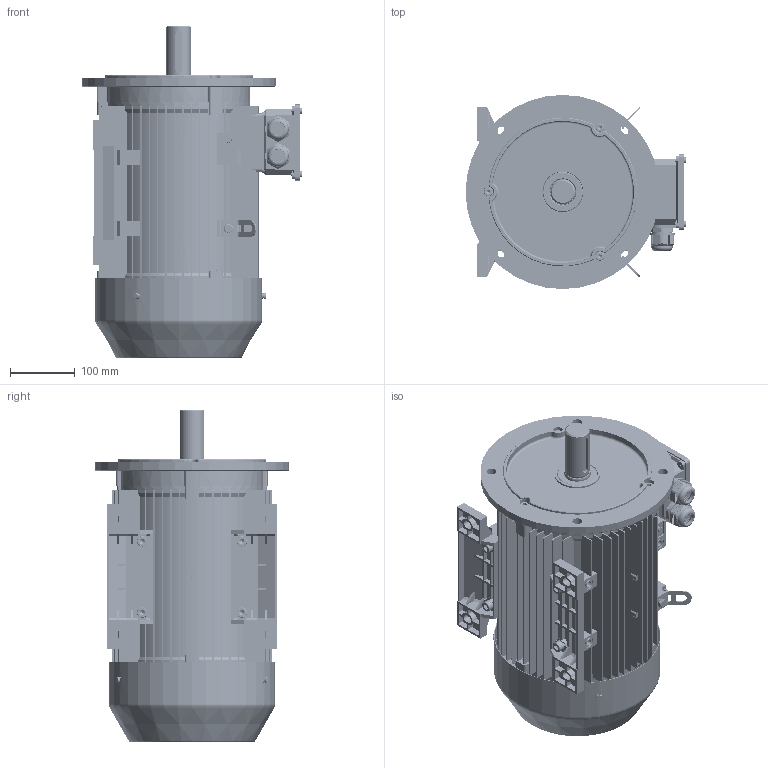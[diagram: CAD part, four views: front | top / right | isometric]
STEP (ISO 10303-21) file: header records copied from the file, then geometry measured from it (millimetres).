
FILE_DESCRIPTION(/* description */ (''),/* implementation_level */ '2;1');
FILE_NAME(/* name */ 'JL-132M-B35.stp',/* time_stamp */ '2018-12-30T15:01:18+08:00',/* author */ (''),/* organization */ (''),/* preprocessor_version */ 'ST-DEVELOPER v16.7',/* originating_system */ 'SIEMENS PLM Software NX 12.0',/* authorisation */ '');
FILE_SCHEMA (('AP203_CONFIGURATION_CONTROLLED_3D_DESIGN_OF_MECHANICAL_PARTS_AND_ASSEMBLIES_MIM_LF { 1 0 10303 403 2 1 2}'));
Products named in the file (1): JL-132M-B35
Bounding box: 341 x 300 x 513 mm (x, y, z)
Volume: 4042314.4 mm3; surface area: 1981889.9 mm2
Topology: 57 solids, 57 shells, 5476 faces, 15553 edges, 10343 vertices
Faces by surface type: plane 3268, cylinder 1785, cone 205, torus 192, bspline 26
Full cylindrical faces by diameter (mm): 2 x4, 4.48 x8, 4.8 x10, 5 x35, 5.3 x4, 5.8 x14, 6 x1, 7.188 x3, 8 x15, 8.58 x2, 9.1 x3, 10 x26, 10.715 x4, 11 x6, 12 x12, 13 x7, 14.785 x2, 15 x4, 16 x11, 17 x4, 17.785 x4, 18 x12, 20.9 x2, 24.7 x4, 26 x2, 29.45 x12, 30 x10, 30.4 x12, 31.35 x12, 32 x12
Entity records: 189101 total; most frequent: CARTESIAN_POINT 49790, ORIENTED_EDGE 29466, DIRECTION 27586, EDGE_CURVE 14733, VERTEX_POINT 9992, AXIS2_PLACEMENT_3D 9353, LINE 8880, VECTOR 8880
